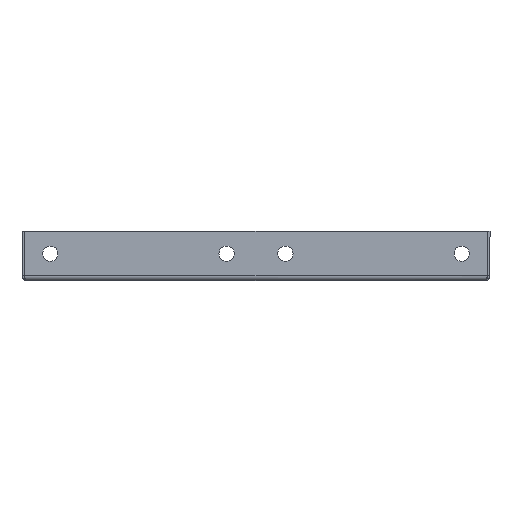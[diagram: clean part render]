
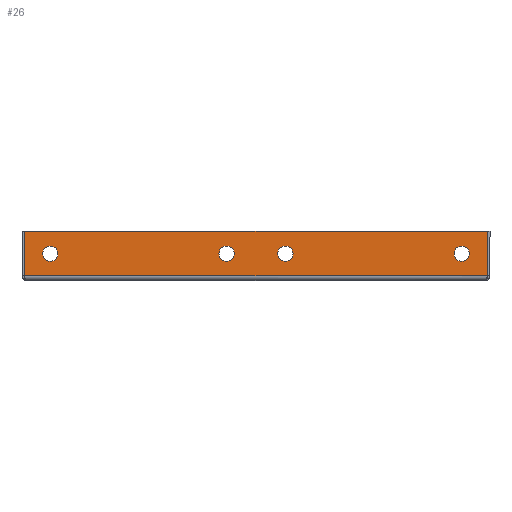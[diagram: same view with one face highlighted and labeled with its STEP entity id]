
A CAD part, front view. The second image highlights one B-rep face of the part: STEP entity #26.
In plain terms, the highlighted planar face has unit normal (0, -1, 0).
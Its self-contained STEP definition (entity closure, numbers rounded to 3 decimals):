
#12 = VERTEX_POINT ( 'NONE', #6312 ) ;
#26 = ADVANCED_FACE ( 'NONE', ( #3560, #7110, #5421, #3149, #5906 ), #3715, .F. ) ;
#78 = VECTOR ( 'NONE', #5194, 1000. ) ;
#185 = EDGE_CURVE ( 'NONE', #533, #4148, #890, .T. ) ;
#226 = ORIENTED_EDGE ( 'NONE', *, *, #227, .F. ) ;
#227 = EDGE_CURVE ( 'NONE', #3553, #12, #4413, .T. ) ;
#239 = DIRECTION ( 'NONE',  ( 0., 1., 0. ) ) ;
#248 = VERTEX_POINT ( 'NONE', #6091 ) ;
#291 = VECTOR ( 'NONE', #7303, 1000. ) ;
#309 = CARTESIAN_POINT ( 'NONE',  ( -197.823, 0., 20. ) ) ;
#355 = CARTESIAN_POINT ( 'NONE',  ( -12., 0., 10.5 ) ) ;
#362 = CARTESIAN_POINT ( 'NONE',  ( -12., 0., 10.5 ) ) ;
#512 = EDGE_CURVE ( 'NONE', #6965, #248, #6584, .T. ) ;
#533 = VERTEX_POINT ( 'NONE', #2505 ) ;
#584 = DIRECTION ( 'NONE',  ( 0., 0., 1. ) ) ;
#605 = CARTESIAN_POINT ( 'NONE',  ( -87., 0., 10.5 ) ) ;
#632 = AXIS2_PLACEMENT_3D ( 'NONE', #7000, #4671, #4636 ) ;
#637 = EDGE_CURVE ( 'NONE', #12, #2163, #7255, .T. ) ;
#654 = AXIS2_PLACEMENT_3D ( 'NONE', #6445, #239, #1315 ) ;
#808 = DIRECTION ( 'NONE',  ( 0., 0., 1. ) ) ;
#890 = CIRCLE ( 'NONE', #3609, 3.25 ) ;
#917 = DIRECTION ( 'NONE',  ( 0., 0., 1. ) ) ;
#1102 = CARTESIAN_POINT ( 'NONE',  ( -112., 0., 10.5 ) ) ;
#1109 = CIRCLE ( 'NONE', #3592, 3.25 ) ;
#1315 = DIRECTION ( 'NONE',  ( 0., 0., 1. ) ) ;
#1436 = EDGE_LOOP ( 'NONE', ( #4028, #5904 ) ) ;
#1494 = CARTESIAN_POINT ( 'NONE',  ( -1.177, 0., 1. ) ) ;
#1561 = ORIENTED_EDGE ( 'NONE', *, *, #4141, .T. ) ;
#1653 = DIRECTION ( 'NONE',  ( 0., 1., 0. ) ) ;
#1704 = EDGE_CURVE ( 'NONE', #3553, #4601, #5787, .T. ) ;
#1738 = AXIS2_PLACEMENT_3D ( 'NONE', #355, #4772, #808 ) ;
#1748 = EDGE_CURVE ( 'NONE', #4148, #533, #7304, .T. ) ;
#1798 = AXIS2_PLACEMENT_3D ( 'NONE', #605, #3538, #5801 ) ;
#1897 = EDGE_LOOP ( 'NONE', ( #1561, #2436 ) ) ;
#2032 = AXIS2_PLACEMENT_3D ( 'NONE', #1102, #1653, #2659 ) ;
#2036 = DIRECTION ( 'NONE',  ( 0., 0., 1. ) ) ;
#2076 = DIRECTION ( 'NONE',  ( 0., 1., 0. ) ) ;
#2163 = VERTEX_POINT ( 'NONE', #309 ) ;
#2166 = LINE ( 'NONE', #4479, #2723 ) ;
#2334 = EDGE_LOOP ( 'NONE', ( #4976, #6814 ) ) ;
#2436 = ORIENTED_EDGE ( 'NONE', *, *, #2602, .T. ) ;
#2505 = CARTESIAN_POINT ( 'NONE',  ( -12., 0., 13.75 ) ) ;
#2602 = EDGE_CURVE ( 'NONE', #4716, #7250, #6350, .T. ) ;
#2659 = DIRECTION ( 'NONE',  ( 0., 0., 1. ) ) ;
#2723 = VECTOR ( 'NONE', #6846, 1000. ) ;
#2765 = CARTESIAN_POINT ( 'NONE',  ( -197.823, 0., 1. ) ) ;
#2880 = CARTESIAN_POINT ( 'NONE',  ( -187., 0., 10.5 ) ) ;
#2905 = CARTESIAN_POINT ( 'NONE',  ( -12., 0., 7.25 ) ) ;
#2921 = CARTESIAN_POINT ( 'NONE',  ( -1.177, 0., 1. ) ) ;
#2925 = ORIENTED_EDGE ( 'NONE', *, *, #185, .T. ) ;
#3020 = VECTOR ( 'NONE', #917, 1000. ) ;
#3149 = FACE_BOUND ( 'NONE', #1436, .T. ) ;
#3153 = EDGE_CURVE ( 'NONE', #248, #6965, #5707, .T. ) ;
#3222 = CARTESIAN_POINT ( 'NONE',  ( -199., 0., 1. ) ) ;
#3225 = CARTESIAN_POINT ( 'NONE',  ( -87., 0., 10.5 ) ) ;
#3359 = CARTESIAN_POINT ( 'NONE',  ( -87., 0., 13.75 ) ) ;
#3538 = DIRECTION ( 'NONE',  ( 0., 1., 0. ) ) ;
#3553 = VERTEX_POINT ( 'NONE', #1494 ) ;
#3560 = FACE_BOUND ( 'NONE', #2334, .T. ) ;
#3590 = EDGE_LOOP ( 'NONE', ( #2925, #4717 ) ) ;
#3592 = AXIS2_PLACEMENT_3D ( 'NONE', #2880, #4485, #584 ) ;
#3609 = AXIS2_PLACEMENT_3D ( 'NONE', #362, #2076, #6606 ) ;
#3645 = EDGE_LOOP ( 'NONE', ( #226, #6205, #5033, #5853 ) ) ;
#3715 = PLANE ( 'NONE',  #4208 ) ;
#3857 = VERTEX_POINT ( 'NONE', #4897 ) ;
#4028 = ORIENTED_EDGE ( 'NONE', *, *, #3153, .T. ) ;
#4035 = CARTESIAN_POINT ( 'NONE',  ( -87., 0., 7.25 ) ) ;
#4141 = EDGE_CURVE ( 'NONE', #7250, #4716, #4997, .T. ) ;
#4148 = VERTEX_POINT ( 'NONE', #2905 ) ;
#4208 = AXIS2_PLACEMENT_3D ( 'NONE', #6492, #5986, #2036 ) ;
#4413 = LINE ( 'NONE', #3222, #291 ) ;
#4441 = CARTESIAN_POINT ( 'NONE',  ( -187., 0., 13.75 ) ) ;
#4479 = CARTESIAN_POINT ( 'NONE',  ( 0., 0., 20. ) ) ;
#4485 = DIRECTION ( 'NONE',  ( 0., 1., 0. ) ) ;
#4601 = VERTEX_POINT ( 'NONE', #5089 ) ;
#4636 = DIRECTION ( 'NONE',  ( 0., 0., 1. ) ) ;
#4671 = DIRECTION ( 'NONE',  ( 0., 1., 0. ) ) ;
#4716 = VERTEX_POINT ( 'NONE', #4035 ) ;
#4717 = ORIENTED_EDGE ( 'NONE', *, *, #1748, .T. ) ;
#4772 = DIRECTION ( 'NONE',  ( 0., 1., 0. ) ) ;
#4803 = AXIS2_PLACEMENT_3D ( 'NONE', #3225, #6455, #7043 ) ;
#4897 = CARTESIAN_POINT ( 'NONE',  ( -187., 0., 7.25 ) ) ;
#4976 = ORIENTED_EDGE ( 'NONE', *, *, #5880, .T. ) ;
#4997 = CIRCLE ( 'NONE', #1798, 3.25 ) ;
#5033 = ORIENTED_EDGE ( 'NONE', *, *, #7146, .T. ) ;
#5089 = CARTESIAN_POINT ( 'NONE',  ( -1.177, 0., 20. ) ) ;
#5194 = DIRECTION ( 'NONE',  ( 0., 0., 1. ) ) ;
#5252 = CIRCLE ( 'NONE', #632, 3.25 ) ;
#5297 = CARTESIAN_POINT ( 'NONE',  ( -112., 0., 7.25 ) ) ;
#5421 = FACE_BOUND ( 'NONE', #1897, .T. ) ;
#5522 = EDGE_CURVE ( 'NONE', #3857, #7157, #5252, .T. ) ;
#5707 = CIRCLE ( 'NONE', #2032, 3.25 ) ;
#5787 = LINE ( 'NONE', #2921, #78 ) ;
#5801 = DIRECTION ( 'NONE',  ( 0., 0., 1. ) ) ;
#5853 = ORIENTED_EDGE ( 'NONE', *, *, #637, .F. ) ;
#5880 = EDGE_CURVE ( 'NONE', #7157, #3857, #1109, .T. ) ;
#5904 = ORIENTED_EDGE ( 'NONE', *, *, #512, .T. ) ;
#5906 = FACE_OUTER_BOUND ( 'NONE', #3645, .T. ) ;
#5986 = DIRECTION ( 'NONE',  ( 0., 1., 0. ) ) ;
#6091 = CARTESIAN_POINT ( 'NONE',  ( -112., 0., 13.75 ) ) ;
#6205 = ORIENTED_EDGE ( 'NONE', *, *, #1704, .T. ) ;
#6312 = CARTESIAN_POINT ( 'NONE',  ( -197.823, 0., 1. ) ) ;
#6350 = CIRCLE ( 'NONE', #4803, 3.25 ) ;
#6445 = CARTESIAN_POINT ( 'NONE',  ( -112., 0., 10.5 ) ) ;
#6455 = DIRECTION ( 'NONE',  ( 0., 1., 0. ) ) ;
#6492 = CARTESIAN_POINT ( 'NONE',  ( 0., 0., 0. ) ) ;
#6584 = CIRCLE ( 'NONE', #654, 3.25 ) ;
#6606 = DIRECTION ( 'NONE',  ( 0., 0., 1. ) ) ;
#6814 = ORIENTED_EDGE ( 'NONE', *, *, #5522, .T. ) ;
#6846 = DIRECTION ( 'NONE',  ( -1., 0., 0. ) ) ;
#6965 = VERTEX_POINT ( 'NONE', #5297 ) ;
#7000 = CARTESIAN_POINT ( 'NONE',  ( -187., 0., 10.5 ) ) ;
#7043 = DIRECTION ( 'NONE',  ( 0., 0., 1. ) ) ;
#7110 = FACE_BOUND ( 'NONE', #3590, .T. ) ;
#7146 = EDGE_CURVE ( 'NONE', #4601, #2163, #2166, .T. ) ;
#7157 = VERTEX_POINT ( 'NONE', #4441 ) ;
#7250 = VERTEX_POINT ( 'NONE', #3359 ) ;
#7255 = LINE ( 'NONE', #2765, #3020 ) ;
#7303 = DIRECTION ( 'NONE',  ( -1., 0., 0. ) ) ;
#7304 = CIRCLE ( 'NONE', #1738, 3.25 ) ;
